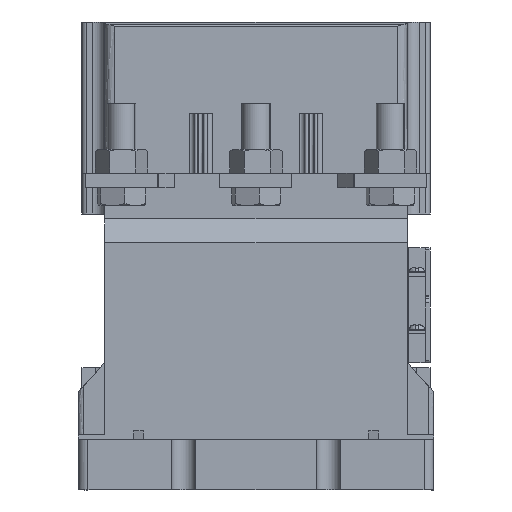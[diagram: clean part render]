
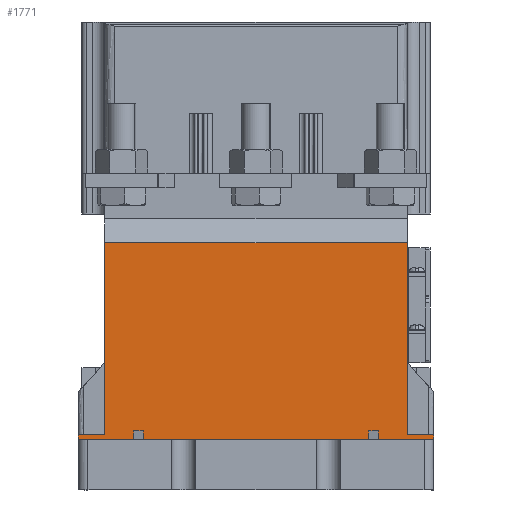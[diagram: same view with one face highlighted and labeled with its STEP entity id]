
A CAD part, front view. The second image highlights one B-rep face of the part: STEP entity #1771.
In plain terms, the highlighted free-form (B-spline) face has degree [1, 1] with [2, 2] control points.
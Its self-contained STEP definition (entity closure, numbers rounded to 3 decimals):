
#1339 = VERTEX_POINT('',#1340);
#1340 = CARTESIAN_POINT('',(-91.903,-96.871,
    -216.097));
#1345 = EDGE_CURVE('',#1339,#1346,#1348,.T.);
#1346 = VERTEX_POINT('',#1347);
#1347 = CARTESIAN_POINT('',(-91.903,-96.871,
    -213.614));
#1348 = B_SPLINE_CURVE_WITH_KNOTS('',1,(#1349,#1350),.UNSPECIFIED.,.F.,
  .F.,(2,2),(21.,23.),.PIECEWISE_BEZIER_KNOTS.);
#1349 = CARTESIAN_POINT('',(-91.903,-96.871,
    -216.097));
#1350 = CARTESIAN_POINT('',(-91.903,-96.871,
    -213.614));
#1771 = ADVANCED_FACE('',(#1772),#1878,.T.);
#1772 = FACE_BOUND('',#1773,.T.);
#1773 = EDGE_LOOP('',(#1774,#1783,#1790,#1797,#1804,#1811,#1818,#1825,
    #1830,#1831,#1838,#1845,#1852,#1859,#1866,#1873));
#1774 = ORIENTED_EDGE('',*,*,#1775,.T.);
#1775 = EDGE_CURVE('',#1776,#1778,#1780,.T.);
#1776 = VERTEX_POINT('',#1777);
#1777 = CARTESIAN_POINT('',(63.339,-96.871,
    -211.566));
#1778 = VERTEX_POINT('',#1779);
#1779 = CARTESIAN_POINT('',(63.339,-96.871,
    -216.097));
#1780 = B_SPLINE_CURVE_WITH_KNOTS('',1,(#1781,#1782),.UNSPECIFIED.,.F.,
  .F.,(2,2),(0.,3.649),.PIECEWISE_BEZIER_KNOTS.);
#1781 = CARTESIAN_POINT('',(63.339,-96.871,
    -211.566));
#1782 = CARTESIAN_POINT('',(63.339,-96.871,
    -216.097));
#1783 = ORIENTED_EDGE('',*,*,#1784,.F.);
#1784 = EDGE_CURVE('',#1785,#1778,#1787,.T.);
#1785 = VERTEX_POINT('',#1786);
#1786 = CARTESIAN_POINT('',(91.903,-96.871,
    -216.097));
#1787 = B_SPLINE_CURVE_WITH_KNOTS('',1,(#1788,#1789),.UNSPECIFIED.,.F.,
  .F.,(2,2),(-74.,-51.),.PIECEWISE_BEZIER_KNOTS.);
#1788 = CARTESIAN_POINT('',(91.903,-96.871,
    -216.097));
#1789 = CARTESIAN_POINT('',(63.339,-96.871,
    -216.097));
#1790 = ORIENTED_EDGE('',*,*,#1791,.F.);
#1791 = EDGE_CURVE('',#1792,#1785,#1794,.T.);
#1792 = VERTEX_POINT('',#1793);
#1793 = CARTESIAN_POINT('',(91.903,-96.871,
    -213.614));
#1794 = B_SPLINE_CURVE_WITH_KNOTS('',1,(#1795,#1796),.UNSPECIFIED.,.F.,
  .F.,(2,2),(-23.,-21.),.PIECEWISE_BEZIER_KNOTS.);
#1795 = CARTESIAN_POINT('',(91.903,-96.871,
    -213.614));
#1796 = CARTESIAN_POINT('',(91.903,-96.871,
    -216.097));
#1797 = ORIENTED_EDGE('',*,*,#1798,.F.);
#1798 = EDGE_CURVE('',#1799,#1792,#1801,.T.);
#1799 = VERTEX_POINT('',#1800);
#1800 = CARTESIAN_POINT('',(78.242,-96.871,
    -213.614));
#1801 = B_SPLINE_CURVE_WITH_KNOTS('',1,(#1802,#1803),.UNSPECIFIED.,.F.,
  .F.,(2,2),(-11.,0.),.PIECEWISE_BEZIER_KNOTS.);
#1802 = CARTESIAN_POINT('',(78.242,-96.871,
    -213.614));
#1803 = CARTESIAN_POINT('',(91.903,-96.871,
    -213.614));
#1804 = ORIENTED_EDGE('',*,*,#1805,.T.);
#1805 = EDGE_CURVE('',#1799,#1806,#1808,.T.);
#1806 = VERTEX_POINT('',#1807);
#1807 = CARTESIAN_POINT('',(78.242,-96.871,
    -114.258));
#1808 = B_SPLINE_CURVE_WITH_KNOTS('',1,(#1809,#1810),.UNSPECIFIED.,.F.,
  .F.,(2,2),(2.,82.),.PIECEWISE_BEZIER_KNOTS.);
#1809 = CARTESIAN_POINT('',(78.242,-96.871,
    -213.614));
#1810 = CARTESIAN_POINT('',(78.242,-96.871,
    -114.258));
#1811 = ORIENTED_EDGE('',*,*,#1812,.T.);
#1812 = EDGE_CURVE('',#1806,#1813,#1815,.T.);
#1813 = VERTEX_POINT('',#1814);
#1814 = CARTESIAN_POINT('',(-78.242,-96.871,
    -114.258));
#1815 = B_SPLINE_CURVE_WITH_KNOTS('',1,(#1816,#1817),.UNSPECIFIED.,.F.,
  .F.,(2,2),(-137.,-11.),.PIECEWISE_BEZIER_KNOTS.);
#1816 = CARTESIAN_POINT('',(78.242,-96.871,
    -114.258));
#1817 = CARTESIAN_POINT('',(-78.242,-96.871,
    -114.258));
#1818 = ORIENTED_EDGE('',*,*,#1819,.T.);
#1819 = EDGE_CURVE('',#1813,#1820,#1822,.T.);
#1820 = VERTEX_POINT('',#1821);
#1821 = CARTESIAN_POINT('',(-78.242,-96.871,
    -213.614));
#1822 = B_SPLINE_CURVE_WITH_KNOTS('',1,(#1823,#1824),.UNSPECIFIED.,.F.,
  .F.,(2,2),(-82.,-2.),.PIECEWISE_BEZIER_KNOTS.);
#1823 = CARTESIAN_POINT('',(-78.242,-96.871,
    -114.258));
#1824 = CARTESIAN_POINT('',(-78.242,-96.871,
    -213.614));
#1825 = ORIENTED_EDGE('',*,*,#1826,.T.);
#1826 = EDGE_CURVE('',#1820,#1346,#1827,.T.);
#1827 = B_SPLINE_CURVE_WITH_KNOTS('',1,(#1828,#1829),.UNSPECIFIED.,.F.,
  .F.,(2,2),(-11.,0.),.PIECEWISE_BEZIER_KNOTS.);
#1828 = CARTESIAN_POINT('',(-78.242,-96.871,
    -213.614));
#1829 = CARTESIAN_POINT('',(-91.903,-96.871,
    -213.614));
#1830 = ORIENTED_EDGE('',*,*,#1345,.F.);
#1831 = ORIENTED_EDGE('',*,*,#1832,.F.);
#1832 = EDGE_CURVE('',#1833,#1339,#1835,.T.);
#1833 = VERTEX_POINT('',#1834);
#1834 = CARTESIAN_POINT('',(-63.339,-96.871,
    -216.097));
#1835 = B_SPLINE_CURVE_WITH_KNOTS('',1,(#1836,#1837),.UNSPECIFIED.,.F.,
  .F.,(2,2),(51.,74.),.PIECEWISE_BEZIER_KNOTS.);
#1836 = CARTESIAN_POINT('',(-63.339,-96.871,
    -216.097));
#1837 = CARTESIAN_POINT('',(-91.903,-96.871,
    -216.097));
#1838 = ORIENTED_EDGE('',*,*,#1839,.F.);
#1839 = EDGE_CURVE('',#1840,#1833,#1842,.T.);
#1840 = VERTEX_POINT('',#1841);
#1841 = CARTESIAN_POINT('',(-63.339,-96.871,
    -211.566));
#1842 = B_SPLINE_CURVE_WITH_KNOTS('',1,(#1843,#1844),.UNSPECIFIED.,.F.,
  .F.,(2,2),(0.,3.649),.PIECEWISE_BEZIER_KNOTS.);
#1843 = CARTESIAN_POINT('',(-63.339,-96.871,
    -211.566));
#1844 = CARTESIAN_POINT('',(-63.339,-96.871,
    -216.097));
#1845 = ORIENTED_EDGE('',*,*,#1846,.T.);
#1846 = EDGE_CURVE('',#1840,#1847,#1849,.T.);
#1847 = VERTEX_POINT('',#1848);
#1848 = CARTESIAN_POINT('',(-58.371,-96.871,
    -211.566));
#1849 = B_SPLINE_CURVE_WITH_KNOTS('',1,(#1850,#1851),.UNSPECIFIED.,.F.,
  .F.,(2,2),(-0.,4.),.PIECEWISE_BEZIER_KNOTS.);
#1850 = CARTESIAN_POINT('',(-63.339,-96.871,
    -211.566));
#1851 = CARTESIAN_POINT('',(-58.371,-96.871,
    -211.566));
#1852 = ORIENTED_EDGE('',*,*,#1853,.T.);
#1853 = EDGE_CURVE('',#1847,#1854,#1856,.T.);
#1854 = VERTEX_POINT('',#1855);
#1855 = CARTESIAN_POINT('',(-58.371,-96.871,
    -216.097));
#1856 = B_SPLINE_CURVE_WITH_KNOTS('',1,(#1857,#1858),.UNSPECIFIED.,.F.,
  .F.,(2,2),(0.,3.649),.PIECEWISE_BEZIER_KNOTS.);
#1857 = CARTESIAN_POINT('',(-58.371,-96.871,
    -211.566));
#1858 = CARTESIAN_POINT('',(-58.371,-96.871,
    -216.097));
#1859 = ORIENTED_EDGE('',*,*,#1860,.F.);
#1860 = EDGE_CURVE('',#1861,#1854,#1863,.T.);
#1861 = VERTEX_POINT('',#1862);
#1862 = CARTESIAN_POINT('',(58.371,-96.871,
    -216.097));
#1863 = B_SPLINE_CURVE_WITH_KNOTS('',1,(#1864,#1865),.UNSPECIFIED.,.F.,
  .F.,(2,2),(-47.,47.),.PIECEWISE_BEZIER_KNOTS.);
#1864 = CARTESIAN_POINT('',(58.371,-96.871,
    -216.097));
#1865 = CARTESIAN_POINT('',(-58.371,-96.871,
    -216.097));
#1866 = ORIENTED_EDGE('',*,*,#1867,.F.);
#1867 = EDGE_CURVE('',#1868,#1861,#1870,.T.);
#1868 = VERTEX_POINT('',#1869);
#1869 = CARTESIAN_POINT('',(58.371,-96.871,
    -211.566));
#1870 = B_SPLINE_CURVE_WITH_KNOTS('',1,(#1871,#1872),.UNSPECIFIED.,.F.,
  .F.,(2,2),(0.,3.649),.PIECEWISE_BEZIER_KNOTS.);
#1871 = CARTESIAN_POINT('',(58.371,-96.871,
    -211.566));
#1872 = CARTESIAN_POINT('',(58.371,-96.871,
    -216.097));
#1873 = ORIENTED_EDGE('',*,*,#1874,.F.);
#1874 = EDGE_CURVE('',#1776,#1868,#1875,.T.);
#1875 = B_SPLINE_CURVE_WITH_KNOTS('',1,(#1876,#1877),.UNSPECIFIED.,.F.,
  .F.,(2,2),(0.,4.),.PIECEWISE_BEZIER_KNOTS.);
#1876 = CARTESIAN_POINT('',(63.339,-96.871,
    -211.566));
#1877 = CARTESIAN_POINT('',(58.371,-96.871,
    -211.566));
#1878 = B_SPLINE_SURFACE_WITH_KNOTS('',1,1,(
    (#1879,#1880)
    ,(#1881,#1882
    )),.UNSPECIFIED.,.F.,.F.,.F.,(2,2),(2,2),(0.,148.),(0.,82.),
  .PIECEWISE_BEZIER_KNOTS.);
#1879 = CARTESIAN_POINT('',(-91.903,-96.871,
    -216.097));
#1880 = CARTESIAN_POINT('',(-91.903,-96.871,
    -114.258));
#1881 = CARTESIAN_POINT('',(91.903,-96.871,
    -216.097));
#1882 = CARTESIAN_POINT('',(91.903,-96.871,
    -114.258));
